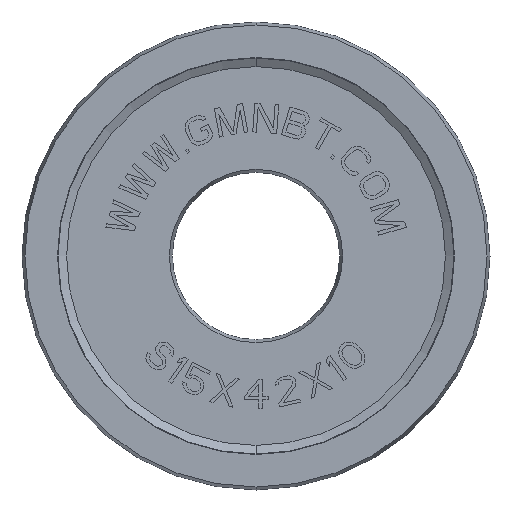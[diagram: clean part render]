
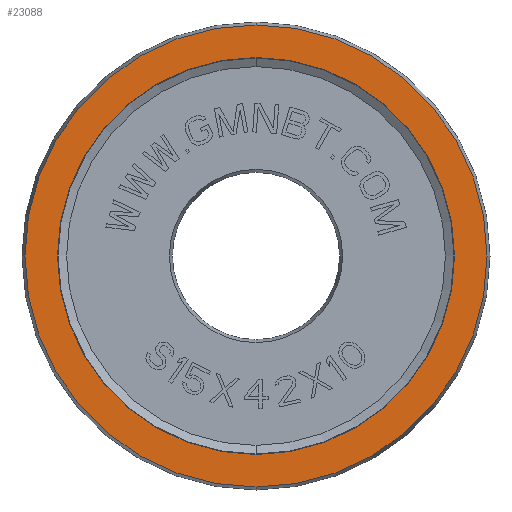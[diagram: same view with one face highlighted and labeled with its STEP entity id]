
A CAD part, front view. The second image highlights one B-rep face of the part: STEP entity #23088.
In plain terms, the highlighted planar face has unit normal (0, -1, 0).
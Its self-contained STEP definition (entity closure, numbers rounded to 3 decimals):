
#22361=CARTESIAN_POINT('',(0.,-5.,0.));
#22362=DIRECTION('',(0.,1.,0.));
#22363=DIRECTION('',(0.,0.,-1.));
#22364=AXIS2_PLACEMENT_3D('',#22361,#22362,#22363);
#22369=CARTESIAN_POINT('',(0.,-5.,0.));
#22370=DIRECTION('',(0.,-1.,0.));
#22371=DIRECTION('',(0.,0.,-1.));
#22372=AXIS2_PLACEMENT_3D('',#22369,#22370,#22371);
#22384=CARTESIAN_POINT('',(0.,-5.,0.));
#22385=DIRECTION('',(0.,-1.,0.));
#22386=DIRECTION('',(0.,0.,-1.));
#22387=AXIS2_PLACEMENT_3D('',#22384,#22385,#22386);
#22399=CARTESIAN_POINT('',(0.,-5.,0.));
#22400=DIRECTION('',(0.,1.,0.));
#22401=DIRECTION('',(0.,0.,-1.));
#22402=AXIS2_PLACEMENT_3D('',#22399,#22400,#22401);
#22765=CARTESIAN_POINT('',(0.,-5.,-17.816));
#22766=VERTEX_POINT('',#22765);
#22767=CARTESIAN_POINT('',(0.,-5.,-20.732));
#22769=VERTEX_POINT('',#22767);
#22809=CARTESIAN_POINT('',(0.,-5.,17.816));
#22810=VERTEX_POINT('',#22809);
#22811=CARTESIAN_POINT('',(0.,-5.,20.732));
#22813=VERTEX_POINT('',#22811);
#23073=CARTESIAN_POINT('',(0.,-5.,0.));
#23074=DIRECTION('',(0.,1.,0.));
#23075=DIRECTION('',(0.,0.,-1.));
#23076=AXIS2_PLACEMENT_3D('',#23073,#23074,#23075);
#23077=PLANE('',#23076);
#23079=ORIENTED_EDGE('',*,*,#23078,.F.);
#23081=ORIENTED_EDGE('',*,*,#23080,.T.);
#23082=EDGE_LOOP('',(#23079,#23081));
#23083=FACE_OUTER_BOUND('',#23082,.F.);
#23084=ORIENTED_EDGE('',*,*,#23066,.F.);
#23085=ORIENTED_EDGE('',*,*,#23055,.T.);
#23086=EDGE_LOOP('',(#23084,#23085));
#23087=FACE_BOUND('',#23086,.F.);
#22365=CIRCLE('',#22364,17.816);
#22373=CIRCLE('',#22372,17.816);
#22388=CIRCLE('',#22387,20.732);
#22403=CIRCLE('',#22402,20.732);
#23055=EDGE_CURVE('',#22766,#22810,#22373,.T.);
#23066=EDGE_CURVE('',#22766,#22810,#22365,.T.);
#23078=EDGE_CURVE('',#22769,#22813,#22388,.T.);
#23080=EDGE_CURVE('',#22769,#22813,#22403,.T.);
#23088=ADVANCED_FACE('',(#23083,#23087),#23077,.F.);
